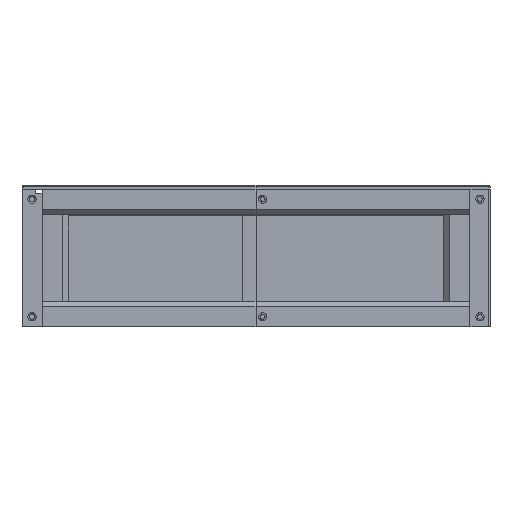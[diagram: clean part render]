
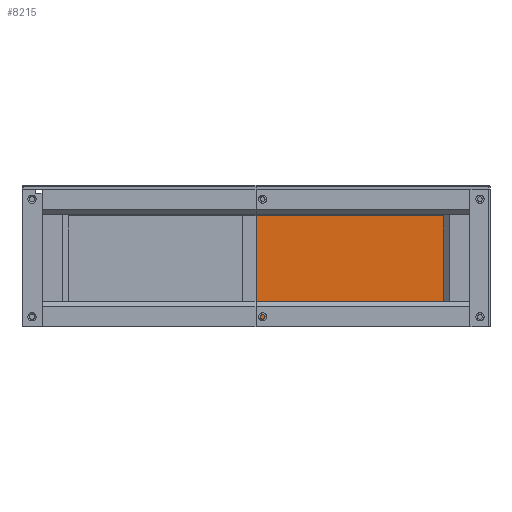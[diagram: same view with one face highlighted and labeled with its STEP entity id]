
A CAD part, front view. The second image highlights one B-rep face of the part: STEP entity #8215.
In plain terms, the highlighted planar face has unit normal (0, -1, 0).
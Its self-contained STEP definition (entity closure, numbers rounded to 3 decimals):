
#805=FACE_OUTER_BOUND('',#1318,.T.);
#1318=EDGE_LOOP('',(#5840,#5841,#5842,#5843));
#2003=LINE('',#12358,#2862);
#2004=LINE('',#12360,#2863);
#2005=LINE('',#12362,#2864);
#2006=LINE('',#12363,#2865);
#2862=VECTOR('',#9912,10.);
#2863=VECTOR('',#9913,10.);
#2864=VECTOR('',#9914,10.);
#2865=VECTOR('',#9915,10.);
#3711=VERTEX_POINT('',#12356);
#3712=VERTEX_POINT('',#12357);
#3713=VERTEX_POINT('',#12359);
#3714=VERTEX_POINT('',#12361);
#4523=EDGE_CURVE('',#3711,#3712,#2003,.T.);
#4524=EDGE_CURVE('',#3713,#3711,#2004,.T.);
#4525=EDGE_CURVE('',#3713,#3714,#2005,.T.);
#4526=EDGE_CURVE('',#3714,#3712,#2006,.T.);
#5840=ORIENTED_EDGE('',*,*,#4523,.F.);
#5841=ORIENTED_EDGE('',*,*,#4524,.F.);
#5842=ORIENTED_EDGE('',*,*,#4525,.T.);
#5843=ORIENTED_EDGE('',*,*,#4526,.T.);
#7870=PLANE('',#8856);
#8215=ADVANCED_FACE('',(#805),#7870,.F.);
#8856=AXIS2_PLACEMENT_3D('',#12355,#9910,#9911);
#9910=DIRECTION('center_axis',(0.,1.,0.));
#9911=DIRECTION('ref_axis',(0.,0.,1.));
#9912=DIRECTION('',(0.,0.,-1.));
#9913=DIRECTION('',(1.,0.,0.));
#9914=DIRECTION('',(0.,0.,-1.));
#9915=DIRECTION('',(1.,0.,0.));
#12355=CARTESIAN_POINT('Origin',(167.5,342.5,-63.5));
#12356=CARTESIAN_POINT('',(307.5,342.5,-32.));
#12357=CARTESIAN_POINT('',(307.5,342.5,-115.));
#12358=CARTESIAN_POINT('',(307.5,342.5,-45.25));
#12359=CARTESIAN_POINT('',(167.5,342.5,-32.));
#12360=CARTESIAN_POINT('',(95.,342.5,-32.));
#12361=CARTESIAN_POINT('',(167.5,342.5,-115.));
#12362=CARTESIAN_POINT('',(167.5,342.5,-63.5));
#12363=CARTESIAN_POINT('',(247.5,342.5,-115.));
